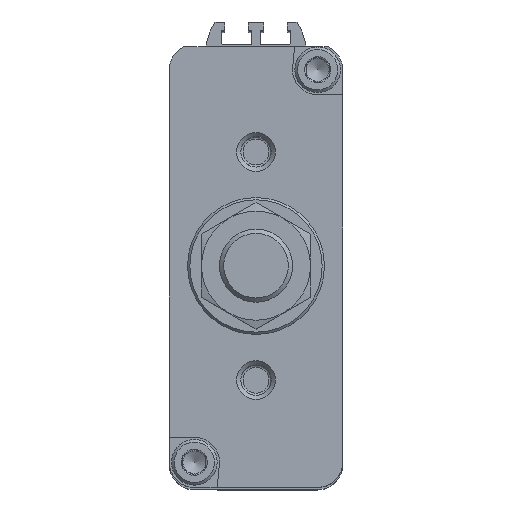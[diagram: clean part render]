
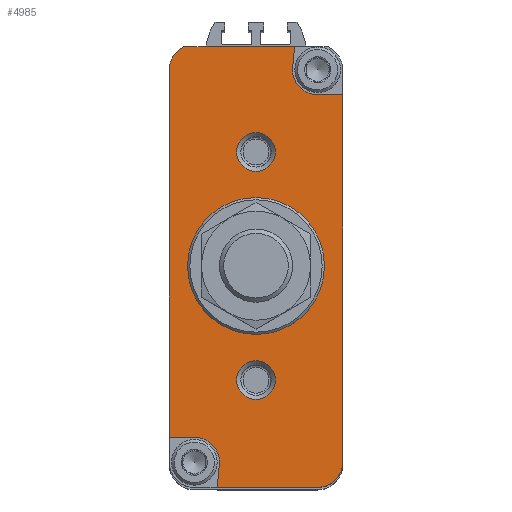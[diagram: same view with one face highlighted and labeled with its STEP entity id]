
A CAD part, top view. The second image highlights one B-rep face of the part: STEP entity #4985.
In plain terms, the highlighted planar face has unit normal (0, 0, 1).
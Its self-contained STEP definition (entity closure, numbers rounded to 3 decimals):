
#349=CIRCLE('',#5440,5.5);
#353=CIRCLE('',#5446,5.5);
#359=CIRCLE('',#5454,5.5);
#360=CIRCLE('',#5455,5.5);
#361=CIRCLE('',#5456,4.25);
#362=CIRCLE('',#5457,4.25);
#363=CIRCLE('',#5458,15.);
#793=ORIENTED_EDGE('',*,*,#2124,.F.);
#794=ORIENTED_EDGE('',*,*,#2104,.T.);
#795=ORIENTED_EDGE('',*,*,#2106,.T.);
#796=ORIENTED_EDGE('',*,*,#2110,.T.);
#797=ORIENTED_EDGE('',*,*,#2125,.F.);
#798=ORIENTED_EDGE('',*,*,#2126,.F.);
#799=ORIENTED_EDGE('',*,*,#2127,.F.);
#800=ORIENTED_EDGE('',*,*,#2047,.T.);
#801=ORIENTED_EDGE('',*,*,#2115,.T.);
#802=ORIENTED_EDGE('',*,*,#2094,.T.);
#803=ORIENTED_EDGE('',*,*,#2128,.F.);
#804=ORIENTED_EDGE('',*,*,#2129,.F.);
#805=ORIENTED_EDGE('',*,*,#2130,.T.);
#806=ORIENTED_EDGE('',*,*,#2131,.T.);
#807=ORIENTED_EDGE('',*,*,#2132,.T.);
#2047=EDGE_CURVE('',#2715,#2714,#3161,.T.);
#2094=EDGE_CURVE('',#2752,#2751,#3178,.T.);
#2104=EDGE_CURVE('',#2757,#2759,#3186,.T.);
#2106=EDGE_CURVE('',#2759,#2761,#349,.T.);
#2110=EDGE_CURVE('',#2761,#2764,#3189,.T.);
#2115=EDGE_CURVE('',#2714,#2752,#353,.T.);
#2124=EDGE_CURVE('',#2757,#2773,#3195,.T.);
#2125=EDGE_CURVE('',#2774,#2764,#3196,.T.);
#2126=EDGE_CURVE('',#2775,#2774,#359,.T.);
#2127=EDGE_CURVE('',#2715,#2775,#3197,.T.);
#2128=EDGE_CURVE('',#2776,#2751,#3198,.T.);
#2129=EDGE_CURVE('',#2773,#2776,#360,.T.);
#2130=EDGE_CURVE('',#2777,#2777,#361,.T.);
#2131=EDGE_CURVE('',#2778,#2778,#362,.T.);
#2132=EDGE_CURVE('',#2779,#2779,#363,.F.);
#2714=VERTEX_POINT('',#7906);
#2715=VERTEX_POINT('',#7908);
#2751=VERTEX_POINT('',#8002);
#2752=VERTEX_POINT('',#8004);
#2757=VERTEX_POINT('',#8016);
#2759=VERTEX_POINT('',#8021);
#2761=VERTEX_POINT('',#8027);
#2764=VERTEX_POINT('',#8034);
#2773=VERTEX_POINT('',#8061);
#2774=VERTEX_POINT('',#8063);
#2775=VERTEX_POINT('',#8065);
#2776=VERTEX_POINT('',#8068);
#2777=VERTEX_POINT('',#8071);
#2778=VERTEX_POINT('',#8073);
#2779=VERTEX_POINT('',#8075);
#3161=LINE('',#7907,#3505);
#3178=LINE('',#8003,#3522);
#3186=LINE('',#8022,#3530);
#3189=LINE('',#8035,#3533);
#3195=LINE('',#8060,#3539);
#3196=LINE('',#8062,#3540);
#3197=LINE('',#8066,#3541);
#3198=LINE('',#8067,#3542);
#3505=VECTOR('',#6149,1000.);
#3522=VECTOR('',#6250,1000.);
#3530=VECTOR('',#6264,1000.);
#3533=VECTOR('',#6277,1000.);
#3539=VECTOR('',#6305,1000.);
#3540=VECTOR('',#6306,1000.);
#3541=VECTOR('',#6309,1000.);
#3542=VECTOR('',#6310,1000.);
#3869=EDGE_LOOP('',(#793,#794,#795,#796,#797,#798,#799,#800,#801,#802,#803,
#804));
#3870=EDGE_LOOP('',(#805));
#3871=EDGE_LOOP('',(#806));
#3872=EDGE_LOOP('',(#807));
#4359=FACE_BOUND('',#3869,.T.);
#4360=FACE_BOUND('',#3870,.T.);
#4361=FACE_BOUND('',#3871,.T.);
#4362=FACE_BOUND('',#3872,.T.);
#4793=PLANE('',#5453);
#4985=ADVANCED_FACE('',(#4359,#4360,#4361,#4362),#4793,.T.);
#5440=AXIS2_PLACEMENT_3D('',#8026,#6269,#6270);
#5446=AXIS2_PLACEMENT_3D('',#8043,#6286,#6287);
#5453=AXIS2_PLACEMENT_3D('',#8059,#6303,#6304);
#5454=AXIS2_PLACEMENT_3D('',#8064,#6307,#6308);
#5455=AXIS2_PLACEMENT_3D('',#8069,#6311,#6312);
#5456=AXIS2_PLACEMENT_3D('',#8070,#6313,#6314);
#5457=AXIS2_PLACEMENT_3D('',#8072,#6315,#6316);
#5458=AXIS2_PLACEMENT_3D('',#8074,#6317,#6318);
#6149=DIRECTION('',(-1.,0.,0.));
#6250=DIRECTION('',(0.,-1.,0.));
#6264=DIRECTION('',(1.,0.,0.));
#6269=DIRECTION('',(0.,0.,1.));
#6270=DIRECTION('',(1.,0.,0.));
#6277=DIRECTION('',(0.,1.,0.));
#6286=DIRECTION('',(0.,0.,1.));
#6287=DIRECTION('',(1.,0.,0.));
#6303=DIRECTION('',(0.,0.,1.));
#6304=DIRECTION('',(1.,0.,0.));
#6305=DIRECTION('',(0.088,0.996,0.));
#6306=DIRECTION('',(1.,0.,0.));
#6307=DIRECTION('',(0.,0.,1.));
#6308=DIRECTION('',(1.,0.,0.));
#6309=DIRECTION('',(-0.088,-0.996,0.));
#6310=DIRECTION('',(-1.,0.,0.));
#6311=DIRECTION('',(0.,0.,1.));
#6312=DIRECTION('',(1.,0.,0.));
#6313=DIRECTION('',(0.,0.,-1.));
#6314=DIRECTION('',(-1.,0.,0.));
#6315=DIRECTION('',(0.,0.,-1.));
#6316=DIRECTION('',(-1.,0.,0.));
#6317=DIRECTION('',(0.,0.,1.));
#6318=DIRECTION('',(1.,0.,0.));
#7906=CARTESIAN_POINT('',(-15.791,48.,0.));
#7907=CARTESIAN_POINT('',(15.791,48.,0.));
#7908=CARTESIAN_POINT('',(8.441,48.,0.));
#8002=CARTESIAN_POINT('',(-19.,-37.5,0.));
#8003=CARTESIAN_POINT('',(-19.,43.,0.));
#8004=CARTESIAN_POINT('',(-19.,43.,0.));
#8016=CARTESIAN_POINT('',(-8.485,-48.5,0.));
#8021=CARTESIAN_POINT('',(13.5,-48.5,0.));
#8022=CARTESIAN_POINT('',(-13.5,-48.5,0.));
#8026=CARTESIAN_POINT('',(13.5,-43.,0.));
#8027=CARTESIAN_POINT('',(19.,-43.,0.));
#8034=CARTESIAN_POINT('',(19.,37.5,0.));
#8035=CARTESIAN_POINT('',(19.,-43.,0.));
#8043=CARTESIAN_POINT('',(-13.5,43.,0.));
#8059=CARTESIAN_POINT('',(-13.5,-43.,0.));
#8060=CARTESIAN_POINT('',(-8.485,-48.5,0.));
#8061=CARTESIAN_POINT('',(-8.,-43.,0.));
#8062=CARTESIAN_POINT('',(13.5,37.5,0.));
#8063=CARTESIAN_POINT('',(13.5,37.5,0.));
#8064=CARTESIAN_POINT('',(13.5,43.,0.));
#8065=CARTESIAN_POINT('',(8.,43.,0.));
#8066=CARTESIAN_POINT('',(0.309,-44.218,0.));
#8067=CARTESIAN_POINT('',(-13.5,-37.5,0.));
#8068=CARTESIAN_POINT('',(-13.5,-37.5,0.));
#8069=CARTESIAN_POINT('',(-13.5,-43.,0.));
#8070=CARTESIAN_POINT('',(0.,-25.,0.));
#8071=CARTESIAN_POINT('',(-4.25,-25.,0.));
#8072=CARTESIAN_POINT('',(0.,25.,0.));
#8073=CARTESIAN_POINT('',(-4.25,25.,0.));
#8074=CARTESIAN_POINT('',(0.,0.,0.));
#8075=CARTESIAN_POINT('',(15.,0.,0.));
